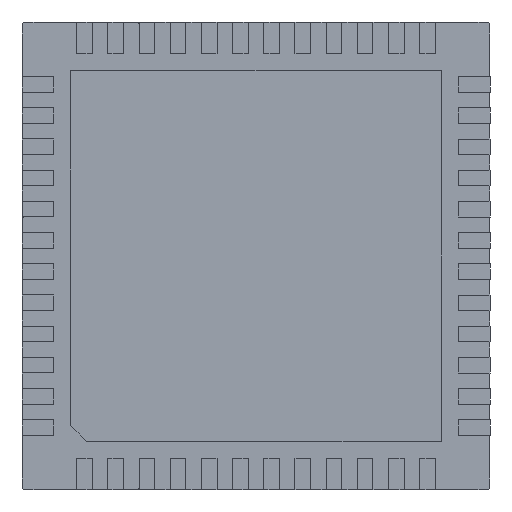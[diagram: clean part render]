
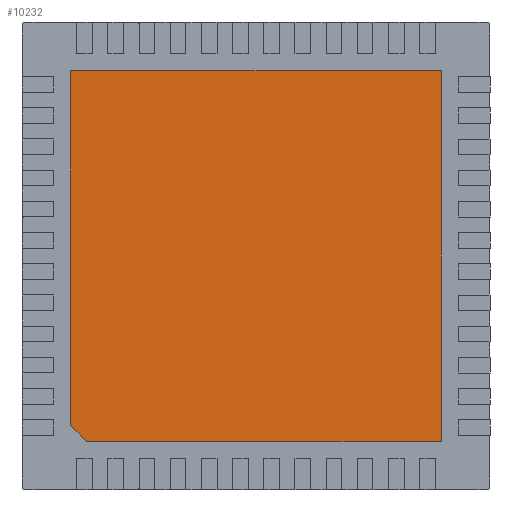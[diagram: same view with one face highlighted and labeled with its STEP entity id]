
A CAD part, front view. The second image highlights one B-rep face of the part: STEP entity #10232.
In plain terms, the highlighted planar face has unit normal (0, -1, 0).
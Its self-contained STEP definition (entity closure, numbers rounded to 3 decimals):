
#994=PLANE('',#10729);
#2163=LINE('',#17471,#3356);
#2167=LINE('',#17479,#3360);
#2170=LINE('',#17485,#3363);
#2173=LINE('',#17491,#3366);
#2176=LINE('',#17496,#3369);
#3356=VECTOR('',#12819,10.);
#3360=VECTOR('',#12825,10.);
#3363=VECTOR('',#12830,10.);
#3366=VECTOR('',#12835,10.);
#3369=VECTOR('',#12840,10.);
#3908=FACE_OUTER_BOUND('',#4461,.T.);
#4461=EDGE_LOOP('',(#9677,#9678,#9679,#9680,#9681));
#5415=VERTEX_POINT('',#17469);
#5416=VERTEX_POINT('',#17470);
#5419=VERTEX_POINT('',#17478);
#5421=VERTEX_POINT('',#17484);
#5423=VERTEX_POINT('',#17490);
#6831=EDGE_CURVE('',#5415,#5416,#2163,.T.);
#6835=EDGE_CURVE('',#5419,#5415,#2167,.T.);
#6838=EDGE_CURVE('',#5421,#5419,#2170,.T.);
#6841=EDGE_CURVE('',#5423,#5421,#2173,.T.);
#6844=EDGE_CURVE('',#5416,#5423,#2176,.T.);
#9677=ORIENTED_EDGE('',*,*,#6844,.F.);
#9678=ORIENTED_EDGE('',*,*,#6831,.F.);
#9679=ORIENTED_EDGE('',*,*,#6835,.F.);
#9680=ORIENTED_EDGE('',*,*,#6838,.F.);
#9681=ORIENTED_EDGE('',*,*,#6841,.F.);
#10232=ADVANCED_FACE('',(#3908),#994,.F.);
#10729=AXIS2_PLACEMENT_3D('',#17499,#12844,#12845);
#12819=DIRECTION('',(0.,0.,1.));
#12825=DIRECTION('',(-0.707,0.,0.707));
#12830=DIRECTION('',(-1.,0.,0.));
#12835=DIRECTION('',(0.,0.,-1.));
#12840=DIRECTION('',(1.,0.,0.));
#12844=DIRECTION('center_axis',(0.,1.,0.));
#12845=DIRECTION('ref_axis',(0.,0.,1.));
#17469=CARTESIAN_POINT('',(-2.375,0.,-2.175));
#17470=CARTESIAN_POINT('',(-2.375,0.,2.375));
#17471=CARTESIAN_POINT('',(-2.375,0.,-2.175));
#17478=CARTESIAN_POINT('',(-2.175,0.,-2.375));
#17479=CARTESIAN_POINT('',(-2.175,0.,-2.375));
#17484=CARTESIAN_POINT('',(2.375,0.,-2.375));
#17485=CARTESIAN_POINT('',(2.375,0.,-2.375));
#17490=CARTESIAN_POINT('',(2.375,0.,2.375));
#17491=CARTESIAN_POINT('',(2.375,0.,2.375));
#17496=CARTESIAN_POINT('',(-2.375,0.,2.375));
#17499=CARTESIAN_POINT('Origin',(0.015,0.,0.015));
